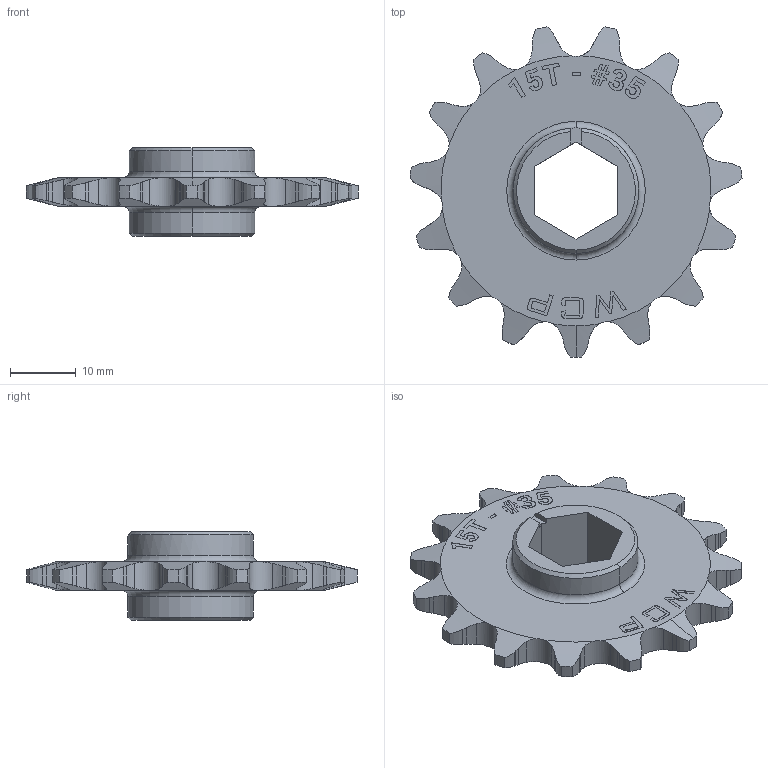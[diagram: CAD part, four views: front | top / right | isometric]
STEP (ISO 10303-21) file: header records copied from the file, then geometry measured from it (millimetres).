
FILE_DESCRIPTION (( 'STEP AP214' ), '1' );
FILE_NAME ('WCP-0974 Rev1.step', '2023-11-14T01:26:07', ( '' ), ( '' ), 'SwSTEP 2.0', 'SolidWorks 2022', '' );
FILE_SCHEMA (( 'AUTOMOTIVE_DESIGN' ));
Length unit declared in the file: inch
Products named in the file (1): WCP-0974 Rev1
Bounding box: 50.4 x 50.14 x 13.49 mm (x, y, z)
Volume: 7329.1 mm3; surface area: 4711 mm2
Topology: 1 solids, 1 shells, 338 faces, 962 edges, 639 vertices
Faces by surface type: plane 161, cylinder 101, bspline 37, cone 35, torus 4
Entity records: 13254 total; most frequent: CARTESIAN_POINT 5051, ORIENTED_EDGE 1924, DIRECTION 1354, EDGE_CURVE 962, VERTEX_POINT 639, VECTOR 518, LINE 518, AXIS2_PLACEMENT_3D 418
